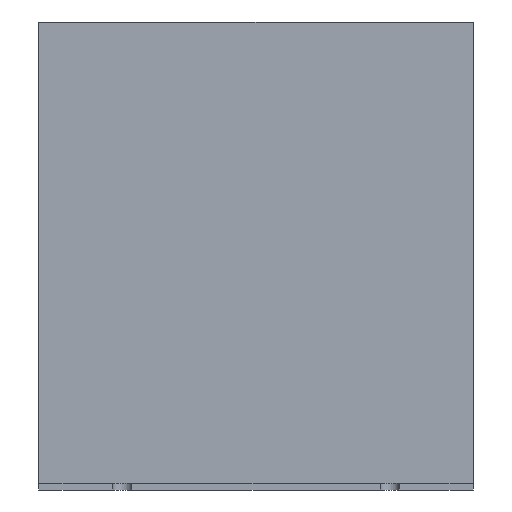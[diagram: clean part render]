
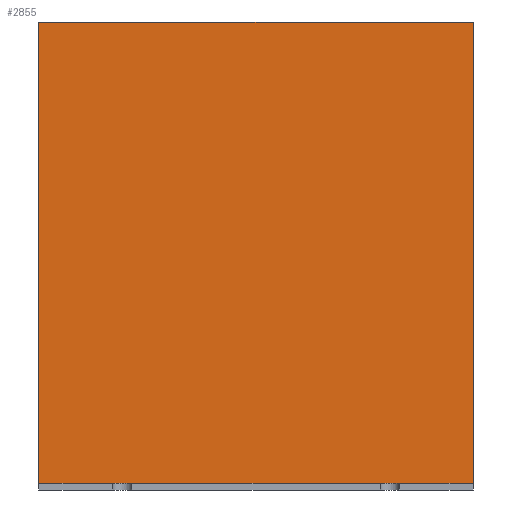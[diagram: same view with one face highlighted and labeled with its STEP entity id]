
A CAD part, left-side view. The second image highlights one B-rep face of the part: STEP entity #2855.
In plain terms, the highlighted planar face has unit normal (-1, 0, 0).
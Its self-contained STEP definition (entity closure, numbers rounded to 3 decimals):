
#2545=CARTESIAN_POINT('',(19.5,-65.,140.0));
#2546=VERTEX_POINT('',#2545);
#2553=CARTESIAN_POINT('',(19.5,-65.,2.0));
#2554=VERTEX_POINT('',#2553);
#2555=CARTESIAN_POINT('',(19.5,-65.,2.0));
#2556=DIRECTION('',(0.0,0.0,1.0));
#2557=VECTOR('',#2556,138.0);
#2558=LINE('',#2555,#2557);
#2559=EDGE_CURVE('',#2554,#2546,#2558,.T.);
#2825=CARTESIAN_POINT('',(19.5,-65.,2.0));
#2826=DIRECTION('',(-1.0,0.0,0.0));
#2827=DIRECTION('',(0.0,0.0,1.0));
#2828=AXIS2_PLACEMENT_3D('',#2825,#2826,#2827);
#2829=PLANE('',#2828);
#2830=CARTESIAN_POINT('',(19.5,65.,140.0));
#2831=VERTEX_POINT('',#2830);
#2832=CARTESIAN_POINT('',(19.5,-65.,140.0));
#2833=DIRECTION('',(0.0,1.0,0.0));
#2834=VECTOR('',#2833,130.);
#2835=LINE('',#2832,#2834);
#2836=EDGE_CURVE('',#2546,#2831,#2835,.T.);
#2837=ORIENTED_EDGE('',*,*,#2836,.T.);
#2838=CARTESIAN_POINT('',(19.5,65.,2.0));
#2839=VERTEX_POINT('',#2838);
#2840=CARTESIAN_POINT('',(19.5,65.,2.0));
#2841=DIRECTION('',(0.0,0.0,1.0));
#2842=VECTOR('',#2841,138.0);
#2843=LINE('',#2840,#2842);
#2844=EDGE_CURVE('',#2839,#2831,#2843,.T.);
#2845=ORIENTED_EDGE('',*,*,#2844,.F.);
#2846=CARTESIAN_POINT('',(19.5,-65.,2.0));
#2847=DIRECTION('',(0.0,1.0,0.0));
#2848=VECTOR('',#2847,130.);
#2849=LINE('',#2846,#2848);
#2850=EDGE_CURVE('',#2554,#2839,#2849,.T.);
#2851=ORIENTED_EDGE('',*,*,#2850,.F.);
#2852=ORIENTED_EDGE('',*,*,#2559,.T.);
#2853=EDGE_LOOP('',(#2837,#2845,#2851,#2852));
#2854=FACE_OUTER_BOUND('',#2853,.T.);
#2855=ADVANCED_FACE('',(#2854),#2829,.T.);
